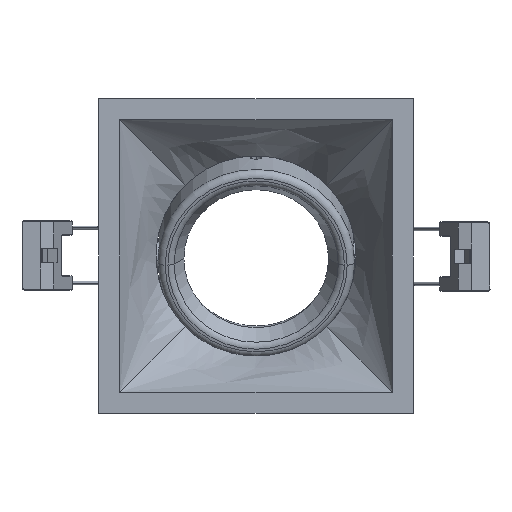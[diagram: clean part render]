
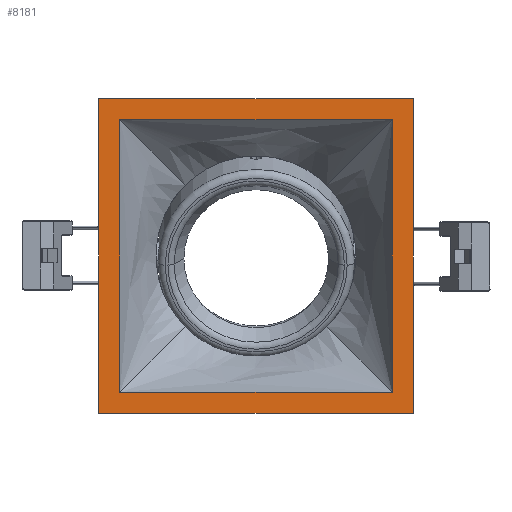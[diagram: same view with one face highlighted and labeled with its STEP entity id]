
A CAD part, front view. The second image highlights one B-rep face of the part: STEP entity #8181.
In plain terms, the highlighted planar face has unit normal (0, -1, 0).
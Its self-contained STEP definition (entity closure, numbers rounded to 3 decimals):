
#364 = VERTEX_POINT ( 'NONE', #6166 ) ;
#403 = CARTESIAN_POINT ( 'NONE',  ( 38.625, -0.7, -38.625 ) ) ;
#501 = EDGE_LOOP ( 'NONE', ( #14829, #3156, #5005, #5350 ) ) ;
#1162 = LINE ( 'NONE', #2217, #1907 ) ;
#1216 = VECTOR ( 'NONE', #8049, 1000. ) ;
#1403 = CARTESIAN_POINT ( 'NONE',  ( 44.625, -0.7, 44.625 ) ) ;
#1622 = EDGE_CURVE ( 'NONE', #364, #9542, #10401, .T. ) ;
#1907 = VECTOR ( 'NONE', #8136, 1000. ) ;
#2112 = EDGE_CURVE ( 'NONE', #14532, #11852, #6088, .T. ) ;
#2148 = CARTESIAN_POINT ( 'NONE',  ( 38.625, -0.7, 38.625 ) ) ;
#2217 = CARTESIAN_POINT ( 'NONE',  ( -38.625, -0.7, -38.625 ) ) ;
#2239 = EDGE_LOOP ( 'NONE', ( #4851, #9351, #6999, #6359 ) ) ;
#2624 = EDGE_CURVE ( 'NONE', #8990, #14532, #13907, .T. ) ;
#3108 = FACE_BOUND ( 'NONE', #2239, .T. ) ;
#3156 = ORIENTED_EDGE ( 'NONE', *, *, #11802, .T. ) ;
#3452 = CARTESIAN_POINT ( 'NONE',  ( 0., -0.7, 0. ) ) ;
#3476 = CARTESIAN_POINT ( 'NONE',  ( -44.625, -0.7, -44.625 ) ) ;
#3856 = LINE ( 'NONE', #4222, #1216 ) ;
#3884 = DIRECTION ( 'NONE',  ( -1., 0., 0. ) ) ;
#4144 = AXIS2_PLACEMENT_3D ( 'NONE', #3452, #11932, #4768 ) ;
#4222 = CARTESIAN_POINT ( 'NONE',  ( 44.625, -0.7, 44.625 ) ) ;
#4224 = EDGE_CURVE ( 'NONE', #8836, #364, #1162, .T. ) ;
#4391 = LINE ( 'NONE', #14475, #6076 ) ;
#4662 = CARTESIAN_POINT ( 'NONE',  ( -44.625, -0.7, 44.625 ) ) ;
#4682 = DIRECTION ( 'NONE',  ( 1., 0., 0. ) ) ;
#4768 = DIRECTION ( 'NONE',  ( 0., 0., -1. ) ) ;
#4851 = ORIENTED_EDGE ( 'NONE', *, *, #4224, .F. ) ;
#4946 = CARTESIAN_POINT ( 'NONE',  ( 38.625, -0.7, 38.625 ) ) ;
#5005 = ORIENTED_EDGE ( 'NONE', *, *, #2624, .T. ) ;
#5350 = ORIENTED_EDGE ( 'NONE', *, *, #2112, .T. ) ;
#6076 = VECTOR ( 'NONE', #3884, 1000. ) ;
#6088 = LINE ( 'NONE', #3476, #7409 ) ;
#6166 = CARTESIAN_POINT ( 'NONE',  ( 38.625, -0.7, -38.625 ) ) ;
#6170 = VERTEX_POINT ( 'NONE', #1403 ) ;
#6359 = ORIENTED_EDGE ( 'NONE', *, *, #1622, .F. ) ;
#6999 = ORIENTED_EDGE ( 'NONE', *, *, #8334, .F. ) ;
#7199 = DIRECTION ( 'NONE',  ( 0., 0., -1. ) ) ;
#7280 = CARTESIAN_POINT ( 'NONE',  ( -44.625, -0.7, -44.625 ) ) ;
#7409 = VECTOR ( 'NONE', #4682, 1000. ) ;
#7438 = VECTOR ( 'NONE', #11964, 1000. ) ;
#7815 = DIRECTION ( 'NONE',  ( 0., 0., 1. ) ) ;
#8049 = DIRECTION ( 'NONE',  ( 0., 0., 1. ) ) ;
#8136 = DIRECTION ( 'NONE',  ( 1., 0., 0. ) ) ;
#8181 = ADVANCED_FACE ( 'NONE', ( #3108, #15432 ), #10632, .T. ) ;
#8242 = EDGE_CURVE ( 'NONE', #11852, #6170, #3856, .T. ) ;
#8334 = EDGE_CURVE ( 'NONE', #9542, #12456, #12271, .T. ) ;
#8539 = CARTESIAN_POINT ( 'NONE',  ( 44.625, -0.7, -44.625 ) ) ;
#8836 = VERTEX_POINT ( 'NONE', #14129 ) ;
#8990 = VERTEX_POINT ( 'NONE', #10752 ) ;
#9351 = ORIENTED_EDGE ( 'NONE', *, *, #12690, .F. ) ;
#9542 = VERTEX_POINT ( 'NONE', #2148 ) ;
#10165 = LINE ( 'NONE', #12044, #13503 ) ;
#10401 = LINE ( 'NONE', #403, #12802 ) ;
#10632 = PLANE ( 'NONE',  #4144 ) ;
#10752 = CARTESIAN_POINT ( 'NONE',  ( -44.625, -0.7, 44.625 ) ) ;
#11802 = EDGE_CURVE ( 'NONE', #6170, #8990, #4391, .T. ) ;
#11852 = VERTEX_POINT ( 'NONE', #8539 ) ;
#11932 = DIRECTION ( 'NONE',  ( 0., -1., 0. ) ) ;
#11964 = DIRECTION ( 'NONE',  ( -1., 0., 0. ) ) ;
#12044 = CARTESIAN_POINT ( 'NONE',  ( -38.625, -0.7, 38.625 ) ) ;
#12271 = LINE ( 'NONE', #4946, #7438 ) ;
#12456 = VERTEX_POINT ( 'NONE', #15049 ) ;
#12690 = EDGE_CURVE ( 'NONE', #12456, #8836, #10165, .T. ) ;
#12802 = VECTOR ( 'NONE', #7815, 1000. ) ;
#13216 = DIRECTION ( 'NONE',  ( 0., 0., -1. ) ) ;
#13503 = VECTOR ( 'NONE', #13216, 1000. ) ;
#13907 = LINE ( 'NONE', #4662, #14276 ) ;
#14129 = CARTESIAN_POINT ( 'NONE',  ( -38.625, -0.7, -38.625 ) ) ;
#14276 = VECTOR ( 'NONE', #7199, 1000. ) ;
#14475 = CARTESIAN_POINT ( 'NONE',  ( -44.625, -0.7, 44.625 ) ) ;
#14532 = VERTEX_POINT ( 'NONE', #7280 ) ;
#14829 = ORIENTED_EDGE ( 'NONE', *, *, #8242, .T. ) ;
#15049 = CARTESIAN_POINT ( 'NONE',  ( -38.625, -0.7, 38.625 ) ) ;
#15432 = FACE_OUTER_BOUND ( 'NONE', #501, .T. ) ;
